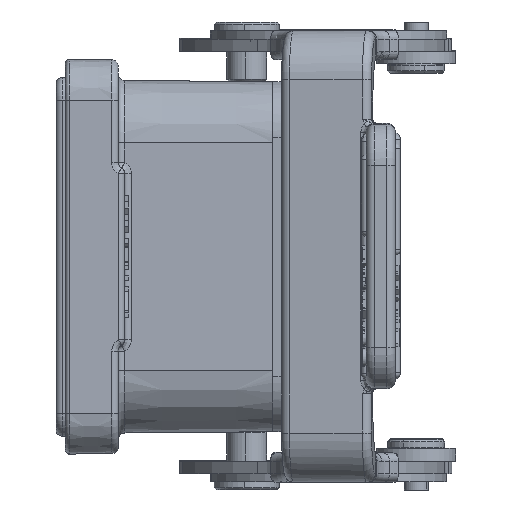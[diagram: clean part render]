
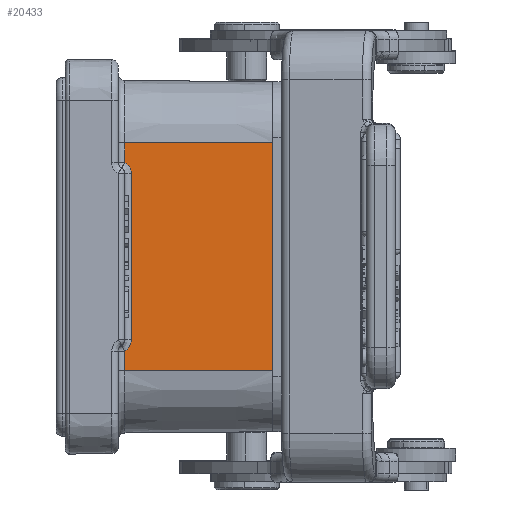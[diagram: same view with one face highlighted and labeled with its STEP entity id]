
A CAD part, left-side view. The second image highlights one B-rep face of the part: STEP entity #20433.
In plain terms, the highlighted planar face has unit normal (-1, -0.009, 0).
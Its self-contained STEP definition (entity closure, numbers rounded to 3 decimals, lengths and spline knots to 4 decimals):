
#1639=DIRECTION('',(0.009,-1.,0.));
#1640=VECTOR('',#1639,0.7168);
#1641=CARTESIAN_POINT('',(0.4859,0.7956,
-0.4035));
#1642=LINE('',#1641,#1640);
#1643=DIRECTION('',(0.,0.,-1.));
#1644=VECTOR('',#1643,1.1024);
#1645=CARTESIAN_POINT('',(0.4921,0.0787,
-0.4035));
#1646=LINE('',#1645,#1644);
#1652=DIRECTION('',(0.,0.,-1.));
#1653=VECTOR('',#1652,0.0951);
#1654=CARTESIAN_POINT('',(0.4859,0.7956,
-0.4035));
#1655=LINE('',#1654,#1653);
#1821=CARTESIAN_POINT('',(0.4859,0.7956,
-0.4986));
#1822=CARTESIAN_POINT('',(0.4859,0.7907,
-0.5014));
#1823=CARTESIAN_POINT('',(0.486,0.782,
-0.5081));
#1824=CARTESIAN_POINT('',(0.4861,0.7718,
-0.5214));
#1825=CARTESIAN_POINT('',(0.4861,0.7655,
-0.5369));
#1826=CARTESIAN_POINT('',(0.4861,0.7641,
-0.5476));
#1827=CARTESIAN_POINT('',(0.4861,0.7641,
-0.5531));
#1829=DIRECTION('',(0.,0.,-1.));
#1830=VECTOR('',#1829,0.8031);
#1831=CARTESIAN_POINT('',(0.4861,0.7641,
-0.5531));
#1832=LINE('',#1831,#1830);
#1843=CARTESIAN_POINT('',(0.4861,0.7641,
-1.3563));
#1844=CARTESIAN_POINT('',(0.4861,0.7641,
-1.3618));
#1845=CARTESIAN_POINT('',(0.4861,0.7655,
-1.3725));
#1846=CARTESIAN_POINT('',(0.4861,0.7718,
-1.388));
#1847=CARTESIAN_POINT('',(0.486,0.782,
-1.4013));
#1848=CARTESIAN_POINT('',(0.4859,0.7907,
-1.408));
#1849=CARTESIAN_POINT('',(0.4859,0.7955,
-1.4108));
#1887=DIRECTION('',(0.,0.,-1.));
#1888=VECTOR('',#1887,0.0951);
#1889=CARTESIAN_POINT('',(0.4859,0.7955,
-1.4108));
#1890=LINE('',#1889,#1888);
#1910=DIRECTION('',(0.009,-1.,0.));
#1911=VECTOR('',#1910,0.7168);
#1912=CARTESIAN_POINT('',(0.4859,0.7956,
-1.5059));
#1913=LINE('',#1912,#1911);
#14597=CARTESIAN_POINT('',(0.4921,0.0787,
-0.4035));
#14598=CARTESIAN_POINT('',(0.4921,0.0787,
-1.5059));
#14599=VERTEX_POINT('',#14597);
#14600=VERTEX_POINT('',#14598);
#14663=CARTESIAN_POINT('',(0.4859,0.7956,
-0.4035));
#14664=VERTEX_POINT('',#14663);
#14667=VERTEX_POINT('',#1843);
#14668=VERTEX_POINT('',#1849);
#14669=VERTEX_POINT('',#1821);
#14670=VERTEX_POINT('',#1827);
#14778=CARTESIAN_POINT('',(0.4859,0.7956,
-1.5059));
#14779=VERTEX_POINT('',#14778);
#20412=CARTESIAN_POINT('',(0.489,0.4371,
-0.9547));
#20413=DIRECTION('',(1.,0.009,0.));
#20414=DIRECTION('',(0.,0.,-1.));
#20415=AXIS2_PLACEMENT_3D('',#20412,#20413,#20414);
#20416=PLANE('',#20415);
#20418=ORIENTED_EDGE('',*,*,#20417,.F.);
#20419=ORIENTED_EDGE('',*,*,#20404,.T.);
#20420=ORIENTED_EDGE('',*,*,#20251,.T.);
#20422=ORIENTED_EDGE('',*,*,#20421,.F.);
#20424=ORIENTED_EDGE('',*,*,#20423,.F.);
#20426=ORIENTED_EDGE('',*,*,#20425,.F.);
#20428=ORIENTED_EDGE('',*,*,#20427,.F.);
#20430=ORIENTED_EDGE('',*,*,#20429,.F.);
#20431=EDGE_LOOP('',(#20418,#20419,#20420,#20422,#20424,#20426,#20428,#20430));
#20432=FACE_OUTER_BOUND('',#20431,.F.);
#1828=B_SPLINE_CURVE_WITH_KNOTS('',3,(#1821,#1822,#1823,#1824,#1825,#1826,
#1827),.UNSPECIFIED.,.F.,.F.,(4,1,1,1,4),(0.,0.25,0.5,0.75,1.),
.UNSPECIFIED.);
#1850=B_SPLINE_CURVE_WITH_KNOTS('',3,(#1843,#1844,#1845,#1846,#1847,#1848,
#1849),.UNSPECIFIED.,.F.,.F.,(4,1,1,1,4),(0.,0.25,0.5,0.75,1.),
.UNSPECIFIED.);
#20251=EDGE_CURVE('',#14599,#14600,#1646,.T.);
#20404=EDGE_CURVE('',#14664,#14599,#1642,.T.);
#20417=EDGE_CURVE('',#14664,#14669,#1655,.T.);
#20421=EDGE_CURVE('',#14779,#14600,#1913,.T.);
#20423=EDGE_CURVE('',#14668,#14779,#1890,.T.);
#20425=EDGE_CURVE('',#14667,#14668,#1850,.T.);
#20427=EDGE_CURVE('',#14670,#14667,#1832,.T.);
#20429=EDGE_CURVE('',#14669,#14670,#1828,.T.);
#20433=ADVANCED_FACE('',(#20432),#20416,.F.);
